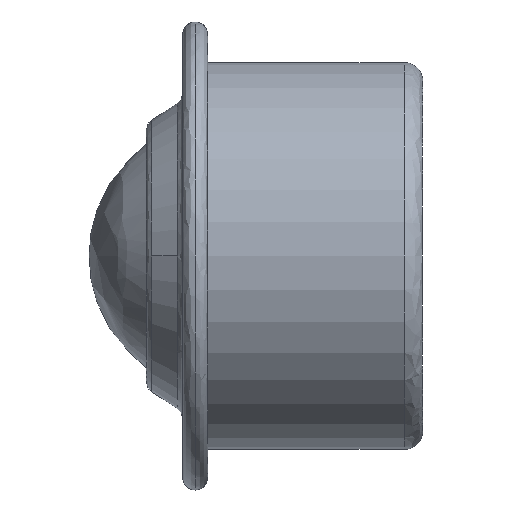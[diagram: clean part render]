
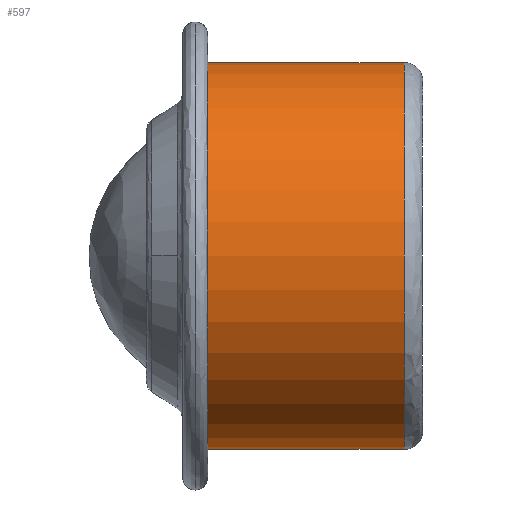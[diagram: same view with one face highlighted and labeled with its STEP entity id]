
A CAD part, left-side view. The second image highlights one B-rep face of the part: STEP entity #597.
In plain terms, the highlighted cylindrical face has radius 31 mm (diameter 62 mm), a partial arc.
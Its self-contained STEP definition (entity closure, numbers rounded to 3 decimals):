
#5 = VERTEX_POINT ( 'NONE', #1498 ) ;
#64 = VECTOR ( 'NONE', #819, 1000. ) ;
#159 = DIRECTION ( 'NONE',  ( 0., -1., 0. ) ) ;
#194 = FACE_OUTER_BOUND ( 'NONE', #1002, .T. ) ;
#289 = DIRECTION ( 'NONE',  ( 0., 1., 0. ) ) ;
#335 = CYLINDRICAL_SURFACE ( 'NONE', #595, 31. ) ;
#397 = CARTESIAN_POINT ( 'NONE',  ( 0., 3., 31. ) ) ;
#429 = ORIENTED_EDGE ( 'NONE', *, *, #1090, .T. ) ;
#574 = LINE ( 'NONE', #1198, #64 ) ;
#595 = AXIS2_PLACEMENT_3D ( 'NONE', #1125, #1252, #1360 ) ;
#597 = ADVANCED_FACE ( 'NONE', ( #194 ), #335, .T. ) ;
#699 = VERTEX_POINT ( 'NONE', #1366 ) ;
#734 = CIRCLE ( 'NONE', #744, 31. ) ;
#744 = AXIS2_PLACEMENT_3D ( 'NONE', #1530, #159, #1554 ) ;
#819 = DIRECTION ( 'NONE',  ( 0., 1., 0. ) ) ;
#829 = DIRECTION ( 'NONE',  ( 0., 0., 1. ) ) ;
#854 = EDGE_CURVE ( 'NONE', #699, #902, #734, .T. ) ;
#902 = VERTEX_POINT ( 'NONE', #1312 ) ;
#968 = ORIENTED_EDGE ( 'NONE', *, *, #1038, .F. ) ;
#1002 = EDGE_LOOP ( 'NONE', ( #968, #429, #1232, #1270 ) ) ;
#1038 = EDGE_CURVE ( 'NONE', #5, #902, #574, .T. ) ;
#1090 = EDGE_CURVE ( 'NONE', #5, #1373, #1563, .T. ) ;
#1125 = CARTESIAN_POINT ( 'NONE',  ( 0., 53.5, 0. ) ) ;
#1157 = EDGE_CURVE ( 'NONE', #1373, #699, #1295, .T. ) ;
#1198 = CARTESIAN_POINT ( 'NONE',  ( 0., 53.5, -31. ) ) ;
#1207 = DIRECTION ( 'NONE',  ( 0., 1., 0. ) ) ;
#1232 = ORIENTED_EDGE ( 'NONE', *, *, #1157, .T. ) ;
#1252 = DIRECTION ( 'NONE',  ( 0., 1., 0. ) ) ;
#1270 = ORIENTED_EDGE ( 'NONE', *, *, #854, .T. ) ;
#1290 = AXIS2_PLACEMENT_3D ( 'NONE', #1449, #1207, #829 ) ;
#1295 = LINE ( 'NONE', #1426, #1389 ) ;
#1312 = CARTESIAN_POINT ( 'NONE',  ( 0., 36., -31. ) ) ;
#1360 = DIRECTION ( 'NONE',  ( 0., 0., 1. ) ) ;
#1366 = CARTESIAN_POINT ( 'NONE',  ( 0., 36., 31. ) ) ;
#1373 = VERTEX_POINT ( 'NONE', #397 ) ;
#1389 = VECTOR ( 'NONE', #289, 1000. ) ;
#1426 = CARTESIAN_POINT ( 'NONE',  ( 0., 53.5, 31. ) ) ;
#1449 = CARTESIAN_POINT ( 'NONE',  ( 0., 3., 0. ) ) ;
#1498 = CARTESIAN_POINT ( 'NONE',  ( 0., 3., -31. ) ) ;
#1530 = CARTESIAN_POINT ( 'NONE',  ( 0., 36., 0. ) ) ;
#1554 = DIRECTION ( 'NONE',  ( 0., 0., 1. ) ) ;
#1563 = CIRCLE ( 'NONE', #1290, 31. ) ;
